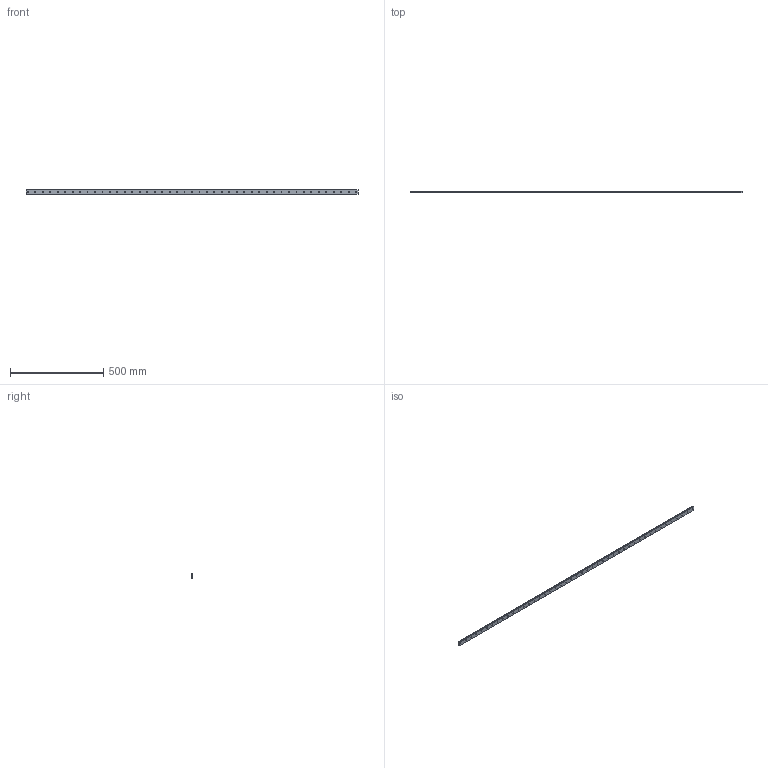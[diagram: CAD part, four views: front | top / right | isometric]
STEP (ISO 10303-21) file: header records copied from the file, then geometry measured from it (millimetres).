
FILE_DESCRIPTION (( 'STEP AP214' ), '1' );
FILE_NAME ('SRS12WSSS-1780LTM_G10_0_0_0_0_0_1.STEP', '2021-08-09T14:03:17', ( '' ), ( '' ), 'SwSTEP 2.0', 'SolidWorks 2021', '' );
FILE_SCHEMA (( 'AUTOMOTIVE_DESIGN' ));
Length unit declared in the file: millimetre
Products named in the file (2): _SRS12WS178010 Track; SRS12WSSS-1780LTM_G10_0_0_0_0_0_1
Assembly tree (1 placements, depth 2):
  SRS12WSSS-1780LTM_G10_0_0_0_0_0_1
    _SRS12WS178010 Track
Bounding box: 1780 x 8.5 x 24 mm (x, y, z)
Volume: 345457.9 mm3; surface area: 122451.7 mm2
Topology: 1 solids, 1 shells, 265 faces, 652 edges, 434 vertices
Faces by surface type: cylinder 191, plane 74
Entity records: 8270 total; most frequent: DIRECTION 1548, CARTESIAN_POINT 1403, ORIENTED_EDGE 1304, EDGE_CURVE 652, AXIS2_PLACEMENT_3D 643, VERTEX_POINT 434, EDGE_LOOP 400, CIRCLE 374
